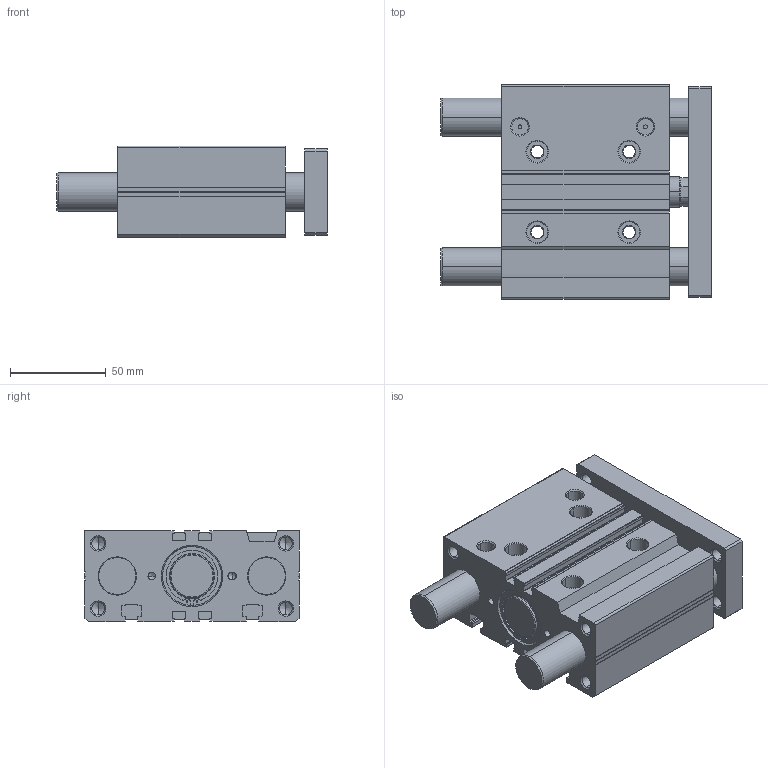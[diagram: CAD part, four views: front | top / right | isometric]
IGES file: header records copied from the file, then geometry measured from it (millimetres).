
Start section: Data from XPlus IGES,  Spatial Corp. Copyright (c) 1999-2004
Global section: file name: QCT2A032A50.igs; native system:  By Spatial Corp.; preprocessor: XPlus ACIS/IGES 3.0; author: Noname; organization: Noname; date: 20111006.010847; units: millimetre
Bounding box: 141.5 x 112 x 48 mm (x, y, z)
Surface area: 107305.1 mm2 (no closed solid volume)
Topology: 0 solids, 0 shells, 432 faces, 2148 edges, 2128 vertices
Faces by surface type: revolution 256, extrusion 176
